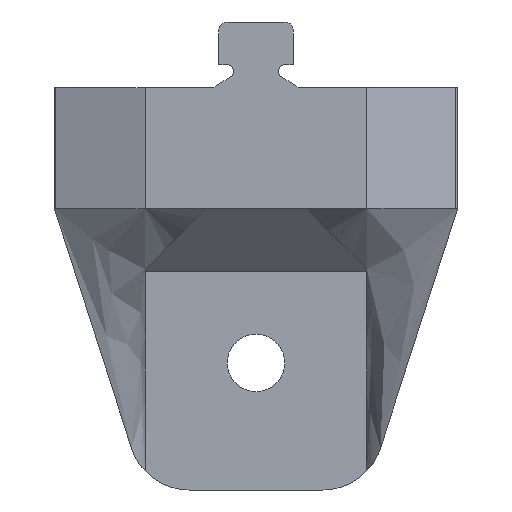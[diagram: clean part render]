
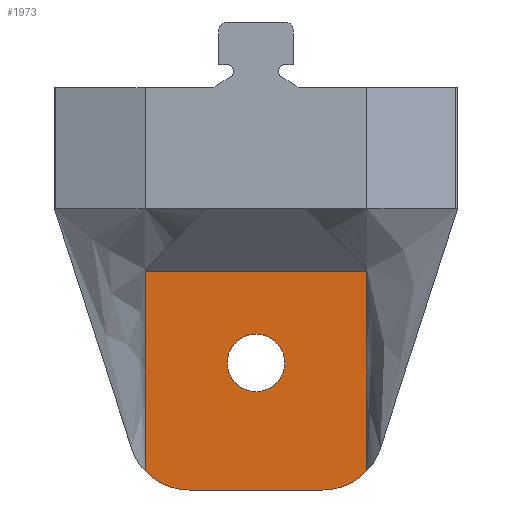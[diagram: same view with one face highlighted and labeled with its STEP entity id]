
A CAD part, left-side view. The second image highlights one B-rep face of the part: STEP entity #1973.
In plain terms, the highlighted planar face has unit normal (-1, 0, 0).
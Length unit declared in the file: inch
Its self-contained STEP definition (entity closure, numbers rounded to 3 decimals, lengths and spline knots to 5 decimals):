
#14 = CARTESIAN_POINT ( 'NONE',  ( 4.83722, 0.375, -1.6625 ) ) ;
#95 = FACE_OUTER_BOUND ( 'NONE', #3024, .T. ) ;
#180 = CIRCLE ( 'NONE', #3162, 0.11875 ) ;
#216 = VERTEX_POINT ( 'NONE', #1068 ) ;
#226 = DIRECTION ( 'NONE',  ( 0., 1., 0. ) ) ;
#468 = LINE ( 'NONE', #3306, #1451 ) ;
#474 = EDGE_CURVE ( 'NONE', #2941, #1904, #3828, .T. ) ;
#518 = VECTOR ( 'NONE', #226, 39.37008 ) ;
#536 = CIRCLE ( 'NONE', #5077, 0.11875 ) ;
#588 = CARTESIAN_POINT ( 'NONE',  ( 4.83722, 0.83333, -1.25625 ) ) ;
#710 = LINE ( 'NONE', #5121, #1996 ) ;
#761 = DIRECTION ( 'NONE',  ( 0., 0., -1. ) ) ;
#803 = VERTEX_POINT ( 'NONE', #4572 ) ;
#804 = VECTOR ( 'NONE', #1390, 39.37008 ) ;
#814 = PLANE ( 'NONE',  #2383 ) ;
#841 = FACE_BOUND ( 'NONE', #4020, .T. ) ;
#1068 = CARTESIAN_POINT ( 'NONE',  ( 4.83722, 1.29167, -1.58385 ) ) ;
#1230 = CARTESIAN_POINT ( 'NONE',  ( 4.83722, 1.29167, -1.1625 ) ) ;
#1286 = VECTOR ( 'NONE', #4191, 39.37008 ) ;
#1329 = DIRECTION ( 'NONE',  ( 1., 0., 0. ) ) ;
#1390 = DIRECTION ( 'NONE',  ( 0., 0., 1. ) ) ;
#1416 = DIRECTION ( 'NONE',  ( -1., 0., 0. ) ) ;
#1425 = VERTEX_POINT ( 'NONE', #2245 ) ;
#1451 = VECTOR ( 'NONE', #1637, 39.37008 ) ;
#1486 = DIRECTION ( 'NONE',  ( 0., 0., 1. ) ) ;
#1535 = CARTESIAN_POINT ( 'NONE',  ( 4.83722, 1.29167, -0.765 ) ) ;
#1570 = CARTESIAN_POINT ( 'NONE',  ( 4.83722, 1.29167, -1.32917 ) ) ;
#1637 = DIRECTION ( 'NONE',  ( 0., 1., 0. ) ) ;
#1648 = CARTESIAN_POINT ( 'NONE',  ( 4.83722, 0.83333, -1.1375 ) ) ;
#1662 = VERTEX_POINT ( 'NONE', #588 ) ;
#1692 = ORIENTED_EDGE ( 'NONE', *, *, #474, .F. ) ;
#1695 = CARTESIAN_POINT ( 'NONE',  ( 4.83722, 1.29167, -1.6625 ) ) ;
#1713 = EDGE_CURVE ( 'NONE', #4614, #4497, #710, .T. ) ;
#1720 = LINE ( 'NONE', #14, #1286 ) ;
#1784 = CARTESIAN_POINT ( 'NONE',  ( 4.83722, 1.29167, -1.6625 ) ) ;
#1875 = EDGE_CURVE ( 'NONE', #4798, #4497, #3196, .T. ) ;
#1904 = VERTEX_POINT ( 'NONE', #1535 ) ;
#1926 = AXIS2_PLACEMENT_3D ( 'NONE', #2720, #3123, #3813 ) ;
#1928 = ORIENTED_EDGE ( 'NONE', *, *, #2583, .T. ) ;
#1969 = LINE ( 'NONE', #3631, #5186 ) ;
#1973 = ADVANCED_FACE ( 'NONE', ( #841, #95 ), #814, .F. ) ;
#1982 = EDGE_CURVE ( 'NONE', #4798, #4560, #1720, .T. ) ;
#1996 = VECTOR ( 'NONE', #1486, 39.37008 ) ;
#2093 = EDGE_CURVE ( 'NONE', #1425, #2905, #468, .T. ) ;
#2161 = AXIS2_PLACEMENT_3D ( 'NONE', #3031, #2577, #4676 ) ;
#2245 = CARTESIAN_POINT ( 'NONE',  ( 4.83722, 0.55704, -1.6625 ) ) ;
#2350 = ORIENTED_EDGE ( 'NONE', *, *, #2646, .T. ) ;
#2383 = AXIS2_PLACEMENT_3D ( 'NONE', #1695, #1329, #2497 ) ;
#2426 = CARTESIAN_POINT ( 'NONE',  ( 4.83722, 1.29167, -1.46962 ) ) ;
#2478 = CARTESIAN_POINT ( 'NONE',  ( 4.83722, 1.10963, -1.6625 ) ) ;
#2497 = DIRECTION ( 'NONE',  ( 0., 0., -1. ) ) ;
#2577 = DIRECTION ( 'NONE',  ( -1., 0., 0. ) ) ;
#2583 = EDGE_CURVE ( 'NONE', #216, #2905, #5181, .T. ) ;
#2644 = CARTESIAN_POINT ( 'NONE',  ( 4.83722, 0.375, -0.765 ) ) ;
#2646 = EDGE_CURVE ( 'NONE', #1425, #4614, #5243, .T. ) ;
#2654 = CARTESIAN_POINT ( 'NONE',  ( 4.83722, 0.375, -1.1625 ) ) ;
#2679 = VECTOR ( 'NONE', #761, 39.37008 ) ;
#2680 = EDGE_CURVE ( 'NONE', #216, #2941, #4052, .T. ) ;
#2720 = CARTESIAN_POINT ( 'NONE',  ( 4.83722, 1.10963, -1.4125 ) ) ;
#2775 = CARTESIAN_POINT ( 'NONE',  ( 4.83722, 1.29167, -1.58385 ) ) ;
#2805 = EDGE_CURVE ( 'NONE', #1662, #5104, #536, .T. ) ;
#2905 = VERTEX_POINT ( 'NONE', #2478 ) ;
#2941 = VERTEX_POINT ( 'NONE', #3771 ) ;
#3015 = CARTESIAN_POINT ( 'NONE',  ( 4.83722, 1.29167, -0.75888 ) ) ;
#3024 = EDGE_LOOP ( 'NONE', ( #4177, #1928, #3541, #2350, #3816, #3252, #3233, #3671, #3969, #1692 ) ) ;
#3031 = CARTESIAN_POINT ( 'NONE',  ( 4.83722, 0.55704, -1.4125 ) ) ;
#3038 = EDGE_CURVE ( 'NONE', #5104, #1662, #180, .T. ) ;
#3092 = DIRECTION ( 'NONE',  ( 0., 0., 1. ) ) ;
#3123 = DIRECTION ( 'NONE',  ( -1., 0., 0. ) ) ;
#3162 = AXIS2_PLACEMENT_3D ( 'NONE', #5096, #1416, #3092 ) ;
#3196 = LINE ( 'NONE', #3251, #2679 ) ;
#3233 = ORIENTED_EDGE ( 'NONE', *, *, #1982, .T. ) ;
#3251 = CARTESIAN_POINT ( 'NONE',  ( 4.83722, 0.375, -1.6625 ) ) ;
#3252 = ORIENTED_EDGE ( 'NONE', *, *, #1875, .F. ) ;
#3286 = DIRECTION ( 'NONE',  ( -1., 0., 0. ) ) ;
#3306 = CARTESIAN_POINT ( 'NONE',  ( 4.83722, 1.29167, -1.6625 ) ) ;
#3330 = EDGE_CURVE ( 'NONE', #4560, #803, #3919, .T. ) ;
#3342 = DIRECTION ( 'NONE',  ( 0., 0., 1. ) ) ;
#3396 = CARTESIAN_POINT ( 'NONE',  ( 4.83722, 0.83333, -1.01875 ) ) ;
#3541 = ORIENTED_EDGE ( 'NONE', *, *, #2093, .F. ) ;
#3604 = CARTESIAN_POINT ( 'NONE',  ( 4.83722, 1.29167, -1.24583 ) ) ;
#3631 = CARTESIAN_POINT ( 'NONE',  ( 4.83722, 1.29167, -1.6625 ) ) ;
#3671 = ORIENTED_EDGE ( 'NONE', *, *, #3330, .T. ) ;
#3771 = CARTESIAN_POINT ( 'NONE',  ( 4.83722, 1.29167, -1.1625 ) ) ;
#3813 = DIRECTION ( 'NONE',  ( 0., 0., -1. ) ) ;
#3816 = ORIENTED_EDGE ( 'NONE', *, *, #1713, .T. ) ;
#3828 = LINE ( 'NONE', #1784, #804 ) ;
#3919 = LINE ( 'NONE', #3015, #518 ) ;
#3969 = ORIENTED_EDGE ( 'NONE', *, *, #4982, .F. ) ;
#4015 = CARTESIAN_POINT ( 'NONE',  ( 4.83722, 0.375, -0.75888 ) ) ;
#4020 = EDGE_LOOP ( 'NONE', ( #4130, #5050 ) ) ;
#4052 = B_SPLINE_CURVE_WITH_KNOTS ( 'NONE', 3,
 ( #2775, #4905, #2426, #1570, #3604, #1230 ),
 .UNSPECIFIED., .F., .F.,
 ( 4, 2, 4 ),
 ( 0.1573, 0.5, 1. ),
 .UNSPECIFIED. ) ;
#4130 = ORIENTED_EDGE ( 'NONE', *, *, #3038, .F. ) ;
#4177 = ORIENTED_EDGE ( 'NONE', *, *, #2680, .F. ) ;
#4191 = DIRECTION ( 'NONE',  ( 0., 0., 1. ) ) ;
#4497 = VERTEX_POINT ( 'NONE', #2654 ) ;
#4560 = VERTEX_POINT ( 'NONE', #4015 ) ;
#4572 = CARTESIAN_POINT ( 'NONE',  ( 4.83722, 1.29167, -0.75888 ) ) ;
#4614 = VERTEX_POINT ( 'NONE', #4836 ) ;
#4676 = DIRECTION ( 'NONE',  ( 0., 0., -1. ) ) ;
#4798 = VERTEX_POINT ( 'NONE', #2644 ) ;
#4836 = CARTESIAN_POINT ( 'NONE',  ( 4.83722, 0.375, -1.58385 ) ) ;
#4905 = CARTESIAN_POINT ( 'NONE',  ( 4.83722, 1.29167, -1.52673 ) ) ;
#4982 = EDGE_CURVE ( 'NONE', #1904, #803, #1969, .T. ) ;
#5050 = ORIENTED_EDGE ( 'NONE', *, *, #2805, .F. ) ;
#5077 = AXIS2_PLACEMENT_3D ( 'NONE', #1648, #3286, #3342 ) ;
#5096 = CARTESIAN_POINT ( 'NONE',  ( 4.83722, 0.83333, -1.1375 ) ) ;
#5104 = VERTEX_POINT ( 'NONE', #3396 ) ;
#5121 = CARTESIAN_POINT ( 'NONE',  ( 4.83722, 0.375, -1.6625 ) ) ;
#5181 = CIRCLE ( 'NONE', #1926, 0.25 ) ;
#5186 = VECTOR ( 'NONE', #5219, 39.37008 ) ;
#5219 = DIRECTION ( 'NONE',  ( 0., 0., 1. ) ) ;
#5243 = CIRCLE ( 'NONE', #2161, 0.25 ) ;
